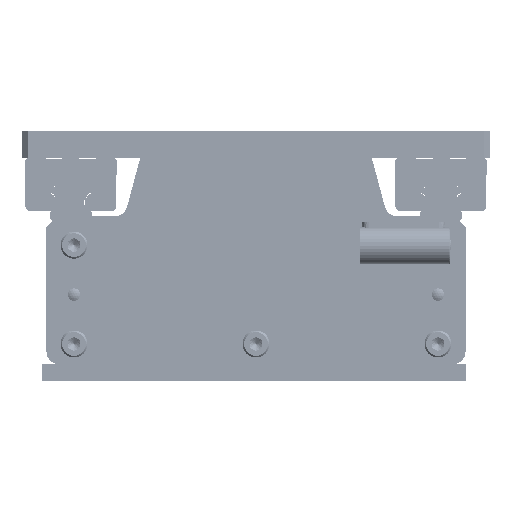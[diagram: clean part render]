
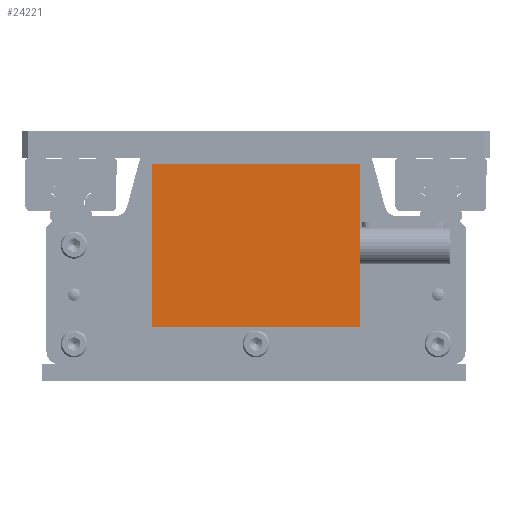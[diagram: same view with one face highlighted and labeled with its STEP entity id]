
A CAD part, front view. The second image highlights one B-rep face of the part: STEP entity #24221.
In plain terms, the highlighted planar face has unit normal (0, -1, 0).
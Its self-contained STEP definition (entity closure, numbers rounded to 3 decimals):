
#24127=CARTESIAN_POINT('',(62.5,-1110.0,26.));
#24128=VERTEX_POINT('',#24127);
#24143=CARTESIAN_POINT('',(162.5,-1110.0,26.));
#24144=VERTEX_POINT('',#24143);
#24151=CARTESIAN_POINT('',(162.5,-1110.0,26.));
#24152=DIRECTION('',(-1.0,0.0,0.0));
#24153=VECTOR('',#24152,100.0);
#24154=LINE('',#24151,#24153);
#24155=EDGE_CURVE('',#24144,#24128,#24154,.T.);
#24167=CARTESIAN_POINT('',(62.5,-1110.0,104.));
#24168=VERTEX_POINT('',#24167);
#24175=CARTESIAN_POINT('',(162.5,-1110.0,104.));
#24176=VERTEX_POINT('',#24175);
#24177=CARTESIAN_POINT('',(162.5,-1110.0,104.));
#24178=DIRECTION('',(-1.0,0.0,0.0));
#24179=VECTOR('',#24178,100.0);
#24180=LINE('',#24177,#24179);
#24181=EDGE_CURVE('',#24176,#24168,#24180,.T.);
#24200=CARTESIAN_POINT('',(162.5,-1110.0,26.));
#24201=DIRECTION('',(0.0,1.0,0.0));
#24202=DIRECTION('',(-1.0,0.0,0.0));
#24203=AXIS2_PLACEMENT_3D('',#24200,#24201,#24202);
#24204=PLANE('',#24203);
#24205=CARTESIAN_POINT('',(62.5,-1110.0,104.));
#24206=DIRECTION('',(0.0,0.0,-1.0));
#24207=VECTOR('',#24206,78.);
#24208=LINE('',#24205,#24207);
#24209=EDGE_CURVE('',#24168,#24128,#24208,.T.);
#24210=ORIENTED_EDGE('',*,*,#24209,.T.);
#24211=ORIENTED_EDGE('',*,*,#24155,.F.);
#24212=CARTESIAN_POINT('',(162.5,-1110.0,104.));
#24213=DIRECTION('',(0.0,0.0,-1.0));
#24214=VECTOR('',#24213,78.);
#24215=LINE('',#24212,#24214);
#24216=EDGE_CURVE('',#24176,#24144,#24215,.T.);
#24217=ORIENTED_EDGE('',*,*,#24216,.F.);
#24218=ORIENTED_EDGE('',*,*,#24181,.T.);
#24219=EDGE_LOOP('',(#24210,#24211,#24217,#24218));
#24220=FACE_OUTER_BOUND('',#24219,.T.);
#24221=ADVANCED_FACE('',(#24220),#24204,.F.);
